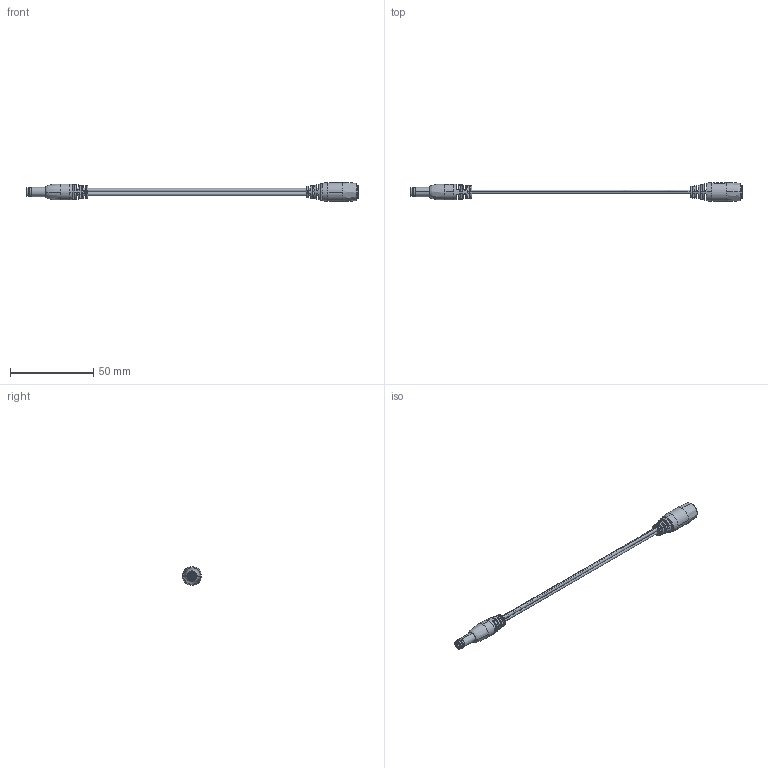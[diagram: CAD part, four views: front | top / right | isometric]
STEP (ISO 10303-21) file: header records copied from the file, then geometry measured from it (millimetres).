
FILE_DESCRIPTION (( 'STEP AP203' ), '1' );
FILE_NAME ('10-03135_revA.STEP', '2018-10-04T16:41:57', ( '' ), ( '' ), 'SwSTEP 2.0', 'SolidWorks 2015', '' );
FILE_SCHEMA (( 'CONFIG_CONTROL_DESIGN' ));
Length unit declared in the file: millimetre
Products named in the file (13): 24-00004; 50-00543 insulator_Insulator; 50-00542_shell_Shell; 30-01248_blunt cut; 50-00542_spring contact_Spring contact; 50-00543 shell_Shell; 50-00542_insulator_Insulator; 10-03135_revA; 50-00543; 50-00543 spring contact_Terminal; 24-00003; 50-00543 center pin_Center pin; 50-00542
Assembly tree (12 placements, depth 3):
  10-03135_revA
    30-01248_blunt cut
    24-00003
    24-00004
    50-00542
      50-00542_shell_Shell
      50-00542_insulator_Insulator
      50-00542_spring contact_Spring contact
    50-00543
      50-00543 center pin_Center pin
      50-00543 insulator_Insulator
      50-00543 spring contact_Terminal
      50-00543 shell_Shell
Bounding box: 199.25 x 11.4 x 11.4 mm (x, y, z)
Volume: 5119.7 mm3; surface area: 20004.4 mm2
Topology: 100 solids, 100 shells, 1172 faces, 2731 edges, 1768 vertices
Faces by surface type: cylinder 458, plane 394, bspline 226, torus 60, cone 34
Entity records: 41947 total; most frequent: CARTESIAN_POINT 14441, ORIENTED_EDGE 5458, DIRECTION 5246, EDGE_CURVE 2729, AXIS2_PLACEMENT_3D 2214, VERTEX_POINT 1768, EDGE_LOOP 1381, CIRCLE 1251
